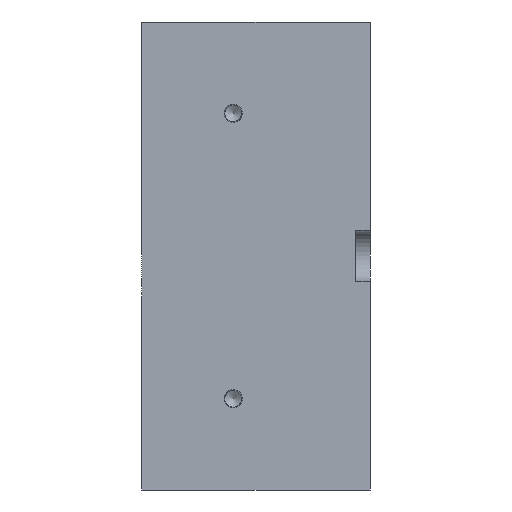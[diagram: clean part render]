
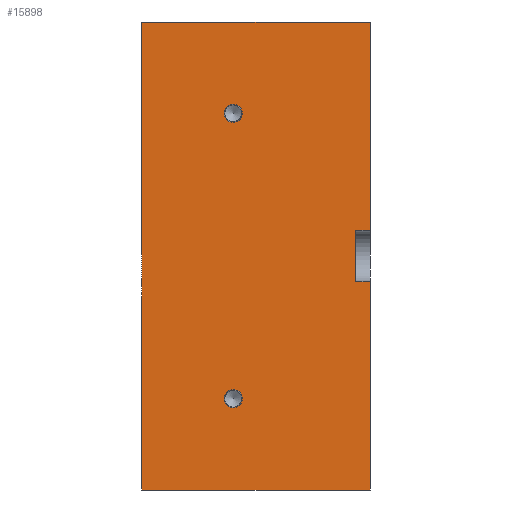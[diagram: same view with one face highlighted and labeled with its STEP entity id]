
A CAD part, left-side view. The second image highlights one B-rep face of the part: STEP entity #15898.
In plain terms, the highlighted planar face has unit normal (-1, 0, 0).
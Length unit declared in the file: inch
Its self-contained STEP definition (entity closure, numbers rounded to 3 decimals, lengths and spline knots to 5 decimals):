
#2217=LINE('',#26939,#3906);
#2264=LINE('',#27830,#3953);
#2267=LINE('',#27838,#3956);
#2270=LINE('',#27851,#3959);
#2277=LINE('',#27930,#3966);
#2281=LINE('',#27938,#3970);
#2283=LINE('',#27942,#3972);
#2284=LINE('',#27944,#3973);
#3906=VECTOR('',#19449,0.3937);
#3953=VECTOR('',#19906,0.3937);
#3956=VECTOR('',#19911,0.3937);
#3959=VECTOR('',#19926,0.3937);
#3966=VECTOR('',#20035,0.3937);
#3970=VECTOR('',#20043,0.3937);
#3972=VECTOR('',#20049,0.3937);
#3973=VECTOR('',#20052,0.3937);
#4554=PLANE('',#16733);
#4793=FACE_BOUND('',#6764,.T.);
#4794=FACE_BOUND('',#6765,.T.);
#5712=FACE_OUTER_BOUND('',#6763,.T.);
#6763=EDGE_LOOP('',(#14973,#14974,#14975,#14976,#14977,#14978,#14979,#14980));
#6764=EDGE_LOOP('',(#14981));
#6765=EDGE_LOOP('',(#14982));
#6825=CIRCLE('',#16599,0.12597);
#6854=CIRCLE('',#16663,0.12597);
#8214=VERTEX_POINT('',#26936);
#8215=VERTEX_POINT('',#26938);
#8302=VERTEX_POINT('',#27609);
#8340=VERTEX_POINT('',#27800);
#8349=VERTEX_POINT('',#27827);
#8350=VERTEX_POINT('',#27829);
#8353=VERTEX_POINT('',#27835);
#8354=VERTEX_POINT('',#27837);
#8378=VERTEX_POINT('',#27928);
#8379=VERTEX_POINT('',#27929);
#10375=EDGE_CURVE('',#8214,#8215,#2217,.T.);
#10482=EDGE_CURVE('',#8302,#8302,#6825,.T.);
#10525=EDGE_CURVE('',#8340,#8340,#6854,.T.);
#10540=EDGE_CURVE('',#8349,#8350,#2264,.T.);
#10544=EDGE_CURVE('',#8353,#8354,#2267,.T.);
#10551=EDGE_CURVE('',#8215,#8349,#2270,.T.);
#10576=EDGE_CURVE('',#8378,#8379,#2277,.T.);
#10581=EDGE_CURVE('',#8353,#8378,#2281,.T.);
#10583=EDGE_CURVE('',#8379,#8350,#2283,.T.);
#10584=EDGE_CURVE('',#8354,#8214,#2284,.T.);
#14973=ORIENTED_EDGE('',*,*,#10581,.T.);
#14974=ORIENTED_EDGE('',*,*,#10576,.T.);
#14975=ORIENTED_EDGE('',*,*,#10583,.T.);
#14976=ORIENTED_EDGE('',*,*,#10540,.F.);
#14977=ORIENTED_EDGE('',*,*,#10551,.F.);
#14978=ORIENTED_EDGE('',*,*,#10375,.F.);
#14979=ORIENTED_EDGE('',*,*,#10584,.F.);
#14980=ORIENTED_EDGE('',*,*,#10544,.F.);
#14981=ORIENTED_EDGE('',*,*,#10482,.T.);
#14982=ORIENTED_EDGE('',*,*,#10525,.T.);
#15898=ADVANCED_FACE('',(#5712,#4793,#4794),#4554,.T.);
#16599=AXIS2_PLACEMENT_3D('',#27610,#19740,#19741);
#16663=AXIS2_PLACEMENT_3D('',#27801,#19879,#19880);
#16733=AXIS2_PLACEMENT_3D('',#27943,#20050,#20051);
#19449=DIRECTION('',(0.,0.,1.));
#19740=DIRECTION('center_axis',(1.,0.,0.));
#19741=DIRECTION('ref_axis',(0.,0.,-1.));
#19879=DIRECTION('center_axis',(1.,0.,0.));
#19880=DIRECTION('ref_axis',(0.,0.,1.));
#19906=DIRECTION('',(0.,0.,-1.));
#19911=DIRECTION('',(0.,0.,-1.));
#19926=DIRECTION('',(0.,-1.,0.));
#20035=DIRECTION('',(0.,0.,1.));
#20043=DIRECTION('',(0.,1.,0.));
#20049=DIRECTION('',(0.,-1.,0.));
#20050=DIRECTION('center_axis',(-1.,0.,0.));
#20051=DIRECTION('ref_axis',(0.,-1.,0.));
#20052=DIRECTION('',(0.,1.,0.));
#26936=CARTESIAN_POINT('',(-1.88976,3.14961,-3.22835));
#26938=CARTESIAN_POINT('',(-1.88976,3.14961,3.22835));
#26939=CARTESIAN_POINT('',(-1.88976,3.14961,0.));
#27609=CARTESIAN_POINT('',(-1.88976,1.88976,-2.09447));
#27610=CARTESIAN_POINT('Origin',(-1.88976,1.88976,-1.9685));
#27800=CARTESIAN_POINT('',(-1.88976,1.88976,2.09447));
#27801=CARTESIAN_POINT('Origin',(-1.88976,1.88976,1.9685));
#27827=CARTESIAN_POINT('',(-1.88976,0.,3.22835));
#27829=CARTESIAN_POINT('',(-1.88976,0.,0.35443));
#27830=CARTESIAN_POINT('',(-1.88976,0.,0.));
#27835=CARTESIAN_POINT('',(-1.88976,0.,-0.35443));
#27837=CARTESIAN_POINT('',(-1.88976,0.,-3.22835));
#27838=CARTESIAN_POINT('',(-1.88976,0.,0.));
#27851=CARTESIAN_POINT('',(-1.88976,3.14961,3.22835));
#27928=CARTESIAN_POINT('',(-1.88976,0.19685,-0.35443));
#27929=CARTESIAN_POINT('',(-1.88976,0.19685,0.35443));
#27930=CARTESIAN_POINT('',(-1.88976,0.19685,0.));
#27938=CARTESIAN_POINT('',(-1.88976,0.,-0.35443));
#27942=CARTESIAN_POINT('',(-1.88976,0.,0.35443));
#27943=CARTESIAN_POINT('Origin',(-1.88976,3.14961,0.));
#27944=CARTESIAN_POINT('',(-1.88976,3.14961,-3.22835));
